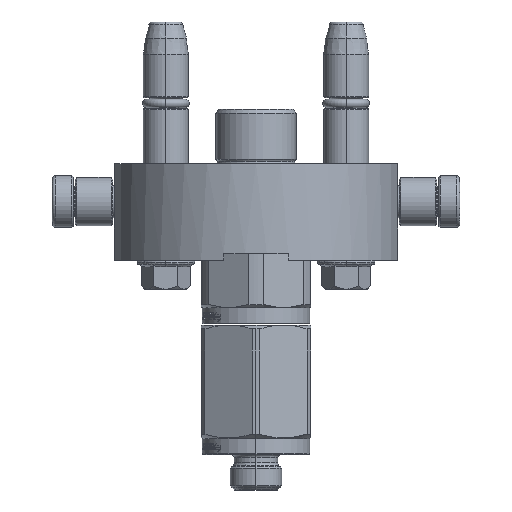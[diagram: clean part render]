
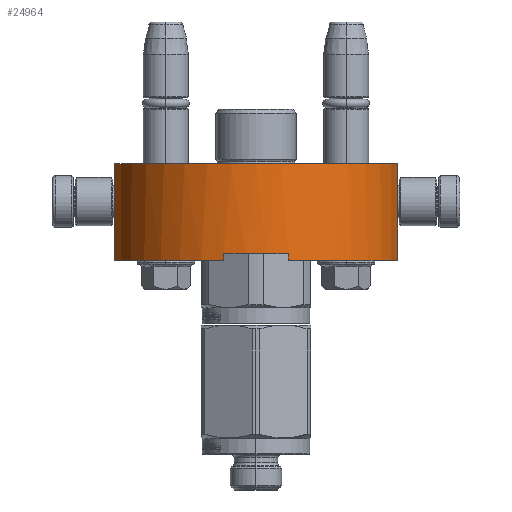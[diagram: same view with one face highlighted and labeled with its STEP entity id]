
A CAD part, left-side view. The second image highlights one B-rep face of the part: STEP entity #24964.
In plain terms, the highlighted cylindrical face has radius 44.75 mm (diameter 89.5 mm), a partial arc.
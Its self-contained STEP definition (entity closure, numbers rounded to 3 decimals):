
#613 = EDGE_CURVE ( 'NONE', #42416, #52313, #8394, .T. ) ;
#2101 = VERTEX_POINT ( 'NONE', #40682 ) ;
#2333 = VERTEX_POINT ( 'NONE', #43848 ) ;
#3647 = CARTESIAN_POINT ( 'NONE',  ( -10., 28., 43.618 ) ) ;
#4472 = EDGE_CURVE ( 'NONE', #42563, #42416, #12149, .T. ) ;
#5939 = ORIENTED_EDGE ( 'NONE', *, *, #29785, .T. ) ;
#6136 = AXIS2_PLACEMENT_3D ( 'NONE', #10849, #15543, #15364 ) ;
#6330 = EDGE_CURVE ( 'NONE', #2101, #52891, #29333, .T. ) ;
#7636 = DIRECTION ( 'NONE',  ( 1., 0., 0. ) ) ;
#7814 = ORIENTED_EDGE ( 'NONE', *, *, #6330, .F. ) ;
#7930 = CARTESIAN_POINT ( 'NONE',  ( 0., 0., 0. ) ) ;
#8394 = CIRCLE ( 'NONE', #21660, 44.75 ) ;
#8460 = DIRECTION ( 'NONE',  ( -0.983, 0., 0.182 ) ) ;
#9804 = ORIENTED_EDGE ( 'NONE', *, *, #19744, .F. ) ;
#10247 = DIRECTION ( 'NONE',  ( 0., 1., 0. ) ) ;
#10399 = DIRECTION ( 'NONE',  ( 0., 1., 0. ) ) ;
#10849 = CARTESIAN_POINT ( 'NONE',  ( 0., 30., 0. ) ) ;
#11183 = ORIENTED_EDGE ( 'NONE', *, *, #47651, .T. ) ;
#12112 = DIRECTION ( 'NONE',  ( 0., 1., 0. ) ) ;
#12149 = LINE ( 'NONE', #21960, #30137 ) ;
#12948 = DIRECTION ( 'NONE',  ( 0., 1., 0. ) ) ;
#13551 = CYLINDRICAL_SURFACE ( 'NONE', #45291, 44.75 ) ;
#14795 = VECTOR ( 'NONE', #12112, 1000. ) ;
#15016 = CIRCLE ( 'NONE', #6136, 44.75 ) ;
#15364 = DIRECTION ( 'NONE',  ( -0.983, 0., 0.182 ) ) ;
#15543 = DIRECTION ( 'NONE',  ( 0., 1., 0. ) ) ;
#15826 = VECTOR ( 'NONE', #39499, 1000. ) ;
#16182 = EDGE_CURVE ( 'NONE', #40511, #42563, #30237, .T. ) ;
#17907 = DIRECTION ( 'NONE',  ( 0., 1., 0. ) ) ;
#18820 = VECTOR ( 'NONE', #17907, 1000. ) ;
#19744 = EDGE_CURVE ( 'NONE', #52891, #2333, #15016, .T. ) ;
#21660 = AXIS2_PLACEMENT_3D ( 'NONE', #51938, #10399, #22843 ) ;
#21960 = CARTESIAN_POINT ( 'NONE',  ( 10., 28., 43.618 ) ) ;
#22843 = DIRECTION ( 'NONE',  ( 0.223, 0., 0.975 ) ) ;
#23133 = CARTESIAN_POINT ( 'NONE',  ( 44., 0., 8.159 ) ) ;
#24964 = ADVANCED_FACE ( 'NONE', ( #34800 ), #13551, .T. ) ;
#26904 = CARTESIAN_POINT ( 'NONE',  ( 44., 0., 8.159 ) ) ;
#27938 = ORIENTED_EDGE ( 'NONE', *, *, #16182, .F. ) ;
#29216 = CARTESIAN_POINT ( 'NONE',  ( 10., 30., 43.618 ) ) ;
#29333 = LINE ( 'NONE', #51593, #15826 ) ;
#29592 = EDGE_LOOP ( 'NONE', ( #40221, #9804, #7814, #5939, #11183, #52886, #34642, #27938 ) ) ;
#29600 = LINE ( 'NONE', #49106, #14795 ) ;
#29785 = EDGE_CURVE ( 'NONE', #2101, #51504, #36098, .T. ) ;
#30137 = VECTOR ( 'NONE', #10247, 1000. ) ;
#30237 = CIRCLE ( 'NONE', #37694, 44.75 ) ;
#32276 = DIRECTION ( 'NONE',  ( 0., -1., 0. ) ) ;
#34642 = ORIENTED_EDGE ( 'NONE', *, *, #4472, .F. ) ;
#34800 = FACE_OUTER_BOUND ( 'NONE', #29592, .T. ) ;
#36098 = CIRCLE ( 'NONE', #46635, 44.75 ) ;
#37209 = DIRECTION ( 'NONE',  ( -0.223, 0., 0.975 ) ) ;
#37545 = CARTESIAN_POINT ( 'NONE',  ( 0., 28., 0. ) ) ;
#37609 = CARTESIAN_POINT ( 'NONE',  ( 10., 28., 43.618 ) ) ;
#37694 = AXIS2_PLACEMENT_3D ( 'NONE', #37545, #12948, #37209 ) ;
#39499 = DIRECTION ( 'NONE',  ( 0., 1., 0. ) ) ;
#40221 = ORIENTED_EDGE ( 'NONE', *, *, #49318, .T. ) ;
#40511 = VERTEX_POINT ( 'NONE', #3647 ) ;
#40682 = CARTESIAN_POINT ( 'NONE',  ( -44., 0., 8.159 ) ) ;
#42351 = CARTESIAN_POINT ( 'NONE',  ( 44., 30., 8.159 ) ) ;
#42416 = VERTEX_POINT ( 'NONE', #29216 ) ;
#42563 = VERTEX_POINT ( 'NONE', #37609 ) ;
#42567 = LINE ( 'NONE', #26904, #18820 ) ;
#43848 = CARTESIAN_POINT ( 'NONE',  ( -10., 30., 43.618 ) ) ;
#44799 = CARTESIAN_POINT ( 'NONE',  ( -44., 30., 8.159 ) ) ;
#45291 = AXIS2_PLACEMENT_3D ( 'NONE', #53316, #32276, #7636 ) ;
#46635 = AXIS2_PLACEMENT_3D ( 'NONE', #7930, #49088, #8460 ) ;
#47651 = EDGE_CURVE ( 'NONE', #51504, #52313, #42567, .T. ) ;
#49088 = DIRECTION ( 'NONE',  ( 0., 1., 0. ) ) ;
#49106 = CARTESIAN_POINT ( 'NONE',  ( -10., 28., 43.618 ) ) ;
#49318 = EDGE_CURVE ( 'NONE', #40511, #2333, #29600, .T. ) ;
#51504 = VERTEX_POINT ( 'NONE', #23133 ) ;
#51593 = CARTESIAN_POINT ( 'NONE',  ( -44., 0., 8.159 ) ) ;
#51938 = CARTESIAN_POINT ( 'NONE',  ( 0., 30., 0. ) ) ;
#52313 = VERTEX_POINT ( 'NONE', #42351 ) ;
#52886 = ORIENTED_EDGE ( 'NONE', *, *, #613, .F. ) ;
#52891 = VERTEX_POINT ( 'NONE', #44799 ) ;
#53316 = CARTESIAN_POINT ( 'NONE',  ( 0., 0., 0. ) ) ;
